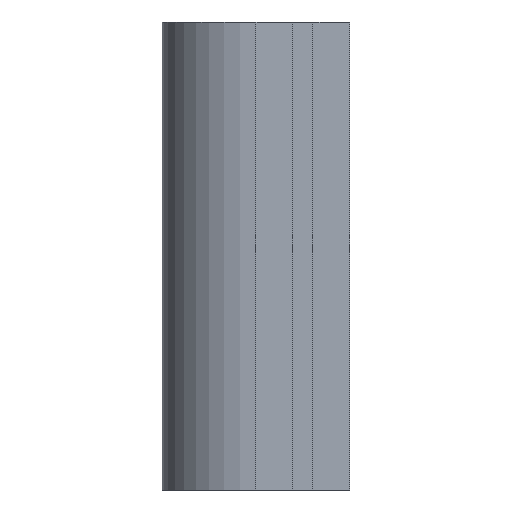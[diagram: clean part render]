
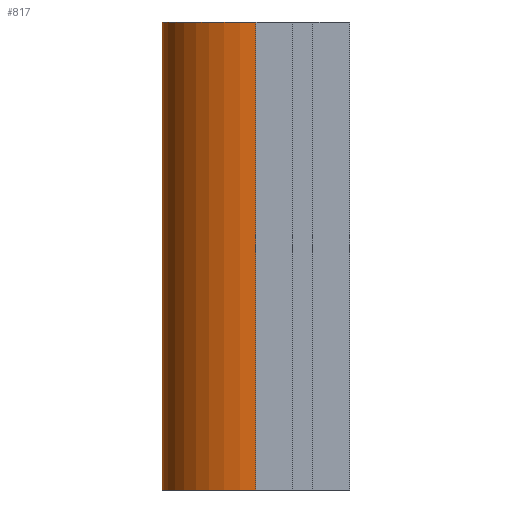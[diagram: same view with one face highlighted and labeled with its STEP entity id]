
A CAD part, left-side view. The second image highlights one B-rep face of the part: STEP entity #817.
In plain terms, the highlighted cylindrical face has radius 20 mm (diameter 40 mm), a partial arc.
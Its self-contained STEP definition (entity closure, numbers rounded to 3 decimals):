
#776=CARTESIAN_POINT('',(17.642,18.99,0.0));
#777=DIRECTION('',(0.0,0.0,1.0));
#778=DIRECTION('',(0.0,1.0,0.0));
#779=AXIS2_PLACEMENT_3D('',#776,#777,#778);
#780=CYLINDRICAL_SURFACE('',#779,20.);
#781=CARTESIAN_POINT('',(-2.358,18.99,100.0));
#782=VERTEX_POINT('',#781);
#783=CARTESIAN_POINT('',(17.642,38.99,100.0));
#784=VERTEX_POINT('',#783);
#785=CARTESIAN_POINT('',(17.642,18.99,100.0));
#786=DIRECTION('',(0.0,0.0,-1.0));
#787=DIRECTION('',(0.0,1.0,0.0));
#788=AXIS2_PLACEMENT_3D('',#785,#786,#787);
#789=CIRCLE('',#788,20.);
#790=EDGE_CURVE('',#782,#784,#789,.T.);
#791=ORIENTED_EDGE('',*,*,#790,.T.);
#792=CARTESIAN_POINT('',(17.642,38.99,0.0));
#793=VERTEX_POINT('',#792);
#794=CARTESIAN_POINT('',(17.642,38.99,0.0));
#795=DIRECTION('',(0.0,0.0,1.0));
#796=VECTOR('',#795,100.0);
#797=LINE('',#794,#796);
#798=EDGE_CURVE('',#793,#784,#797,.T.);
#799=ORIENTED_EDGE('',*,*,#798,.F.);
#800=CARTESIAN_POINT('',(-2.358,18.99,0.0));
#801=VERTEX_POINT('',#800);
#802=CARTESIAN_POINT('',(17.642,18.99,0.0));
#803=DIRECTION('',(0.0,0.0,1.0));
#804=DIRECTION('',(0.0,1.0,0.0));
#805=AXIS2_PLACEMENT_3D('',#802,#803,#804);
#806=CIRCLE('',#805,20.);
#807=EDGE_CURVE('',#793,#801,#806,.T.);
#808=ORIENTED_EDGE('',*,*,#807,.T.);
#809=CARTESIAN_POINT('',(-2.358,18.99,0.0));
#810=DIRECTION('',(0.0,0.0,1.0));
#811=VECTOR('',#810,100.0);
#812=LINE('',#809,#811);
#813=EDGE_CURVE('',#801,#782,#812,.T.);
#814=ORIENTED_EDGE('',*,*,#813,.T.);
#815=EDGE_LOOP('',(#791,#799,#808,#814));
#816=FACE_OUTER_BOUND('',#815,.T.);
#817=ADVANCED_FACE('',(#816),#780,.T.);
